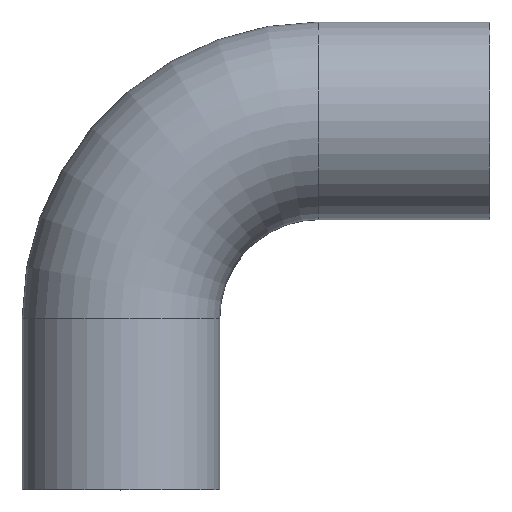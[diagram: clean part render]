
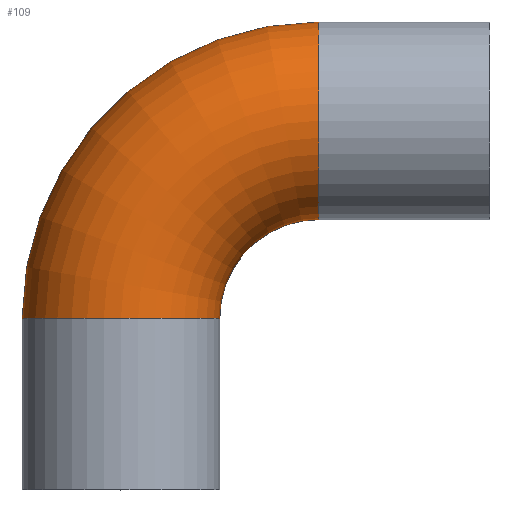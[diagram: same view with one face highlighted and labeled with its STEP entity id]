
A CAD part, top view. The second image highlights one B-rep face of the part: STEP entity #109.
In plain terms, the highlighted toroidal (fillet/blend) face has major radius 90 mm and minor radius 45 mm.
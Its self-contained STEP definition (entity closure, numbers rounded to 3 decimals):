
#93 = VERTEX_POINT( '', #231 );
#109 = ADVANCED_FACE( '', ( #250 ), #251, .T. );
#111 = VERTEX_POINT( '', #253 );
#147 = EDGE_CURVE( '', #111, #163, #293, .T. );
#151 = EDGE_CURVE( '', #111, #155, #297, .T. );
#155 = VERTEX_POINT( '', #301 );
#163 = VERTEX_POINT( '', #309 );
#167 = EDGE_CURVE( '', #163, #93, #314, .T. );
#189 = EDGE_CURVE( '', #93, #155, #338, .T. );
#231 = CARTESIAN_POINT( '', ( 45., 78., 0. ) );
#250 = FACE_OUTER_BOUND( '', #394, .T. );
#251 = TOROIDAL_SURFACE( '', #395, 90., 45. );
#253 = CARTESIAN_POINT( '', ( 90., 213., 0. ) );
#293 = CIRCLE( '', #450, 135. );
#297 = CIRCLE( '', #456, 45. );
#301 = CARTESIAN_POINT( '', ( 90., 123., 0. ) );
#309 = CARTESIAN_POINT( '', ( -45., 78., 0. ) );
#314 = CIRCLE( '', #477, 45. );
#338 = CIRCLE( '', #507, 45. );
#394 = EDGE_LOOP( '', ( #578, #579, #580, #581 ) );
#395 = AXIS2_PLACEMENT_3D( '', #582, #583, #584 );
#450 = AXIS2_PLACEMENT_3D( '', #638, #639, #640 );
#456 = AXIS2_PLACEMENT_3D( '', #644, #645, #646 );
#477 = AXIS2_PLACEMENT_3D( '', #659, #660, #661 );
#507 = AXIS2_PLACEMENT_3D( '', #688, #689, #690 );
#578 = ORIENTED_EDGE( '', *, *, #147, .T. );
#579 = ORIENTED_EDGE( '', *, *, #167, .T. );
#580 = ORIENTED_EDGE( '', *, *, #189, .T. );
#581 = ORIENTED_EDGE( '', *, *, #151, .F. );
#582 = CARTESIAN_POINT( '', ( 90., 78., 0. ) );
#583 = DIRECTION( '', ( 0., 0., 1. ) );
#584 = DIRECTION( '', ( 1., 0., 0. ) );
#638 = CARTESIAN_POINT( '', ( 90., 78., 0. ) );
#639 = DIRECTION( '', ( 0., 0., 1. ) );
#640 = DIRECTION( '', ( 1., 0., 0. ) );
#644 = CARTESIAN_POINT( '', ( 90., 168., 0. ) );
#645 = DIRECTION( '', ( 1., 0., 0. ) );
#646 = DIRECTION( '', ( 0., -1., 0. ) );
#659 = CARTESIAN_POINT( '', ( 0., 78., 0. ) );
#660 = DIRECTION( '', ( 0., 1., 0. ) );
#661 = DIRECTION( '', ( 1., 0., 0. ) );
#688 = CARTESIAN_POINT( '', ( 90., 78., 0. ) );
#689 = DIRECTION( '', ( 0., 0., -1. ) );
#690 = DIRECTION( '', ( 1., 0., 0. ) );
